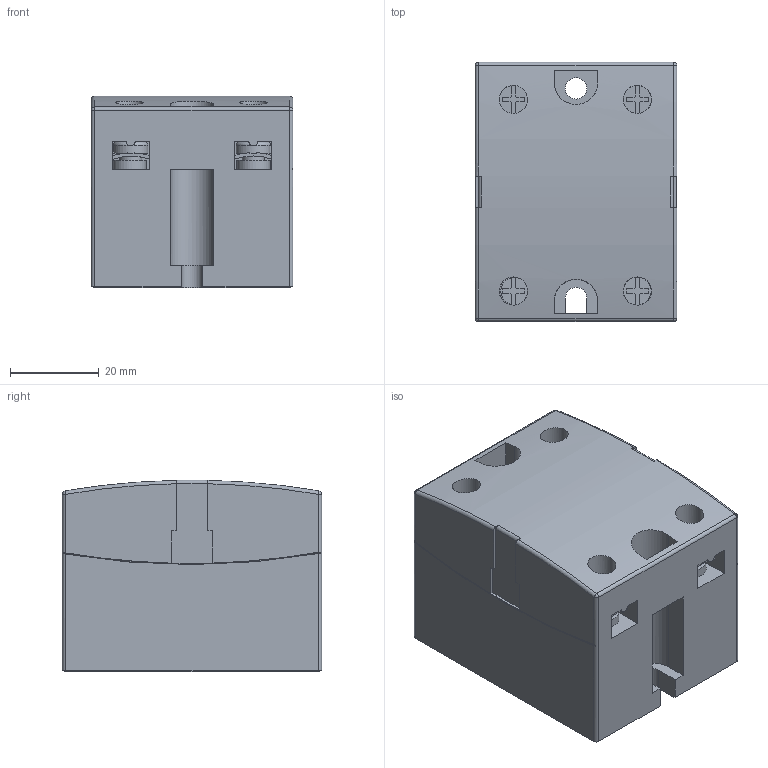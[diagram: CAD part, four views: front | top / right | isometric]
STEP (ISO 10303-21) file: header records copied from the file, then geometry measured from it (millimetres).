
FILE_DESCRIPTION(/* description */ (''),/* implementation_level */ '2;1');
FILE_NAME(/* name */ 'AD-SSR6M12-DC-200D.stp',/* time_stamp */ '2019-11-27T14:26:05-08:00',/* author */ ('Phillips Lenovo'),/* organization */ ('Autodesk Inc.'),/* preprocessor_version */ 'ST-DEVELOPER v18',/* originating_system */ 'Autodesk Inventor 2020',/* authorisation */ '');
FILE_SCHEMA (('AUTOMOTIVE_DESIGN { 1 0 10303 214 3 1 1 }'));
Length unit declared in the file: inch
Products named in the file (1): AD-SSR6M12-DC-200D
Bounding box: 45.47 x 58.42 x 43.18 mm (x, y, z)
Volume: 102612.1 mm3; surface area: 19517.6 mm2
Topology: 1 solids, 5 shells, 288 faces, 857 edges, 563 vertices
Faces by surface type: plane 196, cylinder 73, torus 15, sphere 4
Full cylindrical faces by diameter (mm): 4.826 x1, 5.067 x2, 5.08 x2, 6.35 x8, 7.62 x2, 7.769 x2
Entity records: 10410 total; most frequent: CARTESIAN_POINT 2477, ORIENTED_EDGE 1706, DIRECTION 1605, EDGE_CURVE 853, VERTEX_POINT 563, LINE 541, VECTOR 541, AXIS2_PLACEMENT_3D 532
